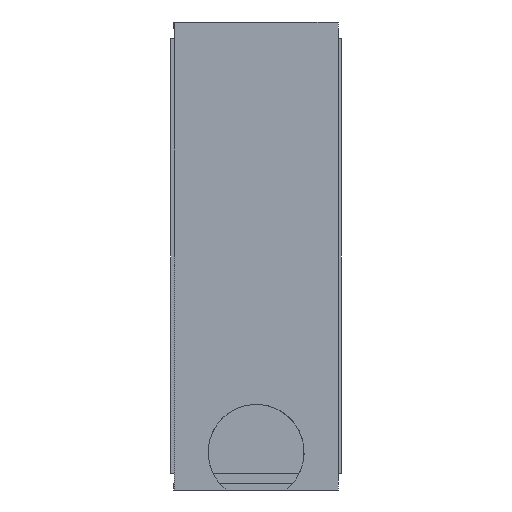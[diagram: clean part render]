
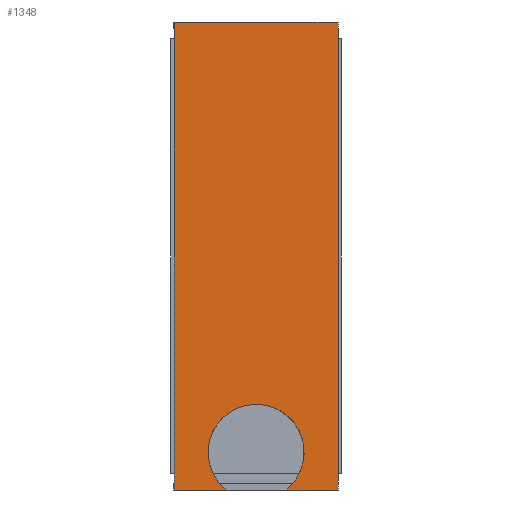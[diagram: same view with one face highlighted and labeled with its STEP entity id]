
A CAD part, left-side view. The second image highlights one B-rep face of the part: STEP entity #1348.
In plain terms, the highlighted planar face has unit normal (-1, 0, 0).
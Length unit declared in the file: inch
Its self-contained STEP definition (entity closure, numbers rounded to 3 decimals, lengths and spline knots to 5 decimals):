
#869=CARTESIAN_POINT('',(6.40488,4.44063,1.321));
#870=VERTEX_POINT('',#869);
#877=CARTESIAN_POINT('',(6.40488,4.44063,-0.049));
#878=VERTEX_POINT('',#877);
#879=CARTESIAN_POINT('',(6.40488,4.44063,-0.049));
#880=DIRECTION('',(0.0,0.0,1.0));
#881=VECTOR('',#880,1.37);
#882=LINE('',#879,#881);
#883=EDGE_CURVE('',#878,#870,#882,.T.);
#1126=CARTESIAN_POINT('',(6.40482,4.59323,-0.049));
#1127=VERTEX_POINT('',#1126);
#1134=CARTESIAN_POINT('',(6.40474,4.76804,-0.049));
#1135=VERTEX_POINT('',#1134);
#1136=CARTESIAN_POINT('',(6.40478,4.68063,0.061));
#1137=DIRECTION('',(1.,0.,0.));
#1138=DIRECTION('',(0.,-1.,0.));
#1139=AXIS2_PLACEMENT_3D('',#1136,#1137,#1138);
#1140=CIRCLE('',#1139,0.1405);
#1141=EDGE_CURVE('',#1135,#1127,#1140,.T.);
#1169=CARTESIAN_POINT('',(6.40467,4.92063,-0.049));
#1170=VERTEX_POINT('',#1169);
#1171=CARTESIAN_POINT('',(6.40474,4.76804,-0.049));
#1172=DIRECTION('',(0.,1.,0.0));
#1173=VECTOR('',#1172,0.15259);
#1174=LINE('',#1171,#1173);
#1175=EDGE_CURVE('',#1135,#1170,#1174,.T.);
#1192=CARTESIAN_POINT('',(6.40488,4.44063,-0.049));
#1193=DIRECTION('',(0.,1.,0.0));
#1194=VECTOR('',#1193,0.15259);
#1195=LINE('',#1192,#1194);
#1196=EDGE_CURVE('',#878,#1127,#1195,.T.);
#1302=CARTESIAN_POINT('',(6.40467,4.92063,1.321));
#1303=VERTEX_POINT('',#1302);
#1310=CARTESIAN_POINT('',(6.40488,4.44063,1.321));
#1311=DIRECTION('',(0.,1.,0.0));
#1312=VECTOR('',#1311,0.48);
#1313=LINE('',#1310,#1312);
#1314=EDGE_CURVE('',#870,#1303,#1313,.T.);
#1330=CARTESIAN_POINT('',(6.40488,4.44063,1.321));
#1331=DIRECTION('',(-1.,0.,0.));
#1332=DIRECTION('',(0.0,0.0,1.0));
#1333=AXIS2_PLACEMENT_3D('',#1330,#1331,#1332);
#1334=PLANE('',#1333);
#1335=ORIENTED_EDGE('',*,*,#1141,.T.);
#1336=ORIENTED_EDGE('',*,*,#1196,.F.);
#1337=ORIENTED_EDGE('',*,*,#883,.T.);
#1338=ORIENTED_EDGE('',*,*,#1314,.T.);
#1339=CARTESIAN_POINT('',(6.40467,4.92063,1.321));
#1340=DIRECTION('',(0.0,0.0,-1.0));
#1341=VECTOR('',#1340,1.37);
#1342=LINE('',#1339,#1341);
#1343=EDGE_CURVE('',#1303,#1170,#1342,.T.);
#1344=ORIENTED_EDGE('',*,*,#1343,.T.);
#1345=ORIENTED_EDGE('',*,*,#1175,.F.);
#1346=EDGE_LOOP('',(#1335,#1336,#1337,#1338,#1344,#1345));
#1347=FACE_OUTER_BOUND('',#1346,.T.);
#1348=ADVANCED_FACE('',(#1347),#1334,.T.);
